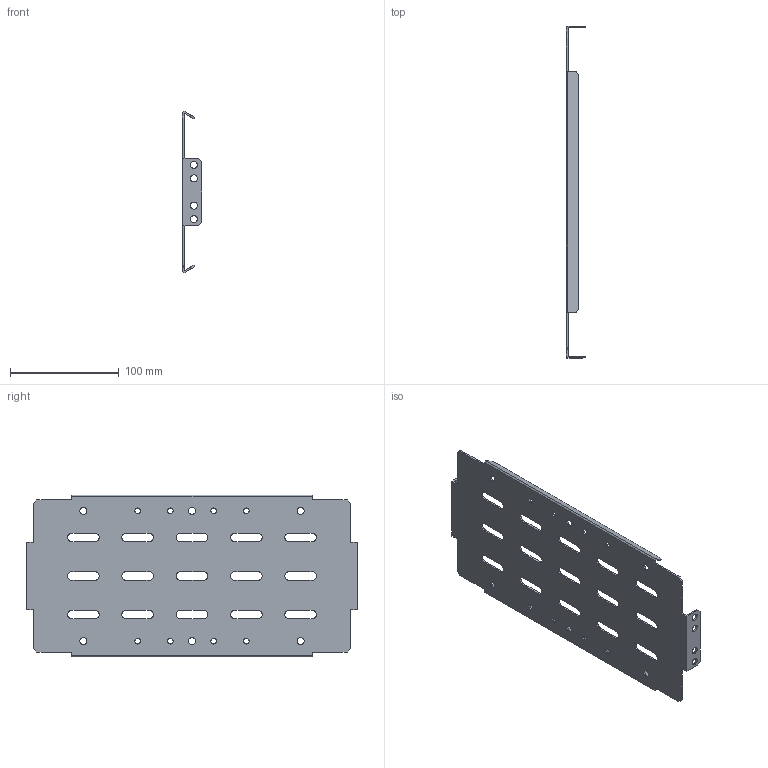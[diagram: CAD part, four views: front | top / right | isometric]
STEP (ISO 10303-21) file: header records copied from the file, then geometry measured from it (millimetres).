
FILE_DESCRIPTION (( 'STEP AP203' ), '1' );
FILE_NAME ('FO-00-SWV-015-040 FORMAT Ïåðåãîðîäêà ñåêöèîíèðîâàíèÿ âåðòèêàëüíàÿ 150õ400 IEK.STEP', '2024-07-04T10:39:35', ( '' ), ( '' ), 'SwSTEP 2.0', 'SolidWorks 2022', '' );
FILE_SCHEMA (( 'CONFIG_CONTROL_DESIGN' ));
Length unit declared in the file: millimetre
Products named in the file (1): FO-00-SWV-015-040 FORMAT Перегородка секционирования вертикальная 150х400 IEK
Bounding box: 17.5 x 305.5 x 148.93 mm (x, y, z)
Volume: 69462.2 mm3; surface area: 96250.7 mm2
Topology: 1 solids, 1 shells, 160 faces, 474 edges, 316 vertices
Faces by surface type: plane 86, cylinder 74
Entity records: 5611 total; most frequent: CARTESIAN_POINT 951, ORIENTED_EDGE 948, DIRECTION 944, EDGE_CURVE 474, LINE 326, VECTOR 326, VERTEX_POINT 316, AXIS2_PLACEMENT_3D 309
